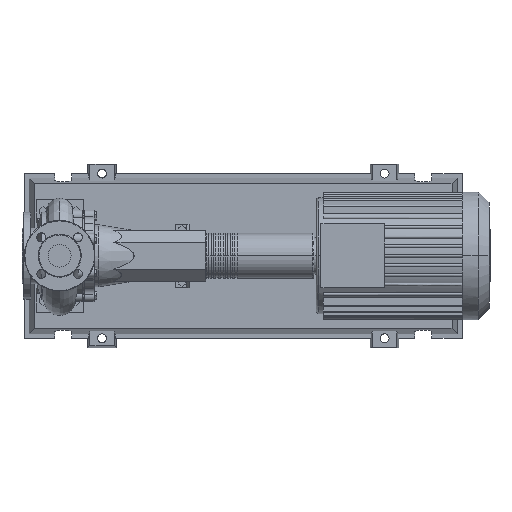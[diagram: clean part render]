
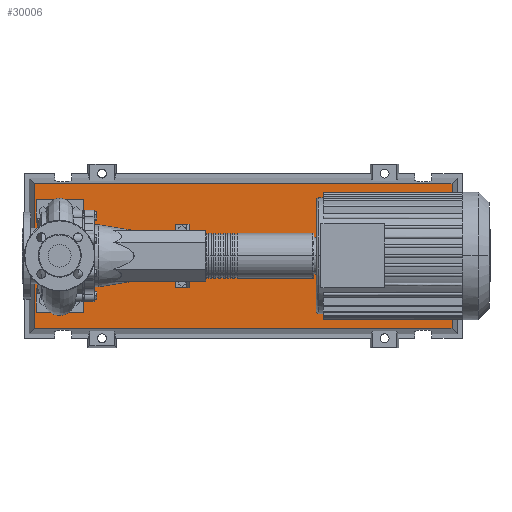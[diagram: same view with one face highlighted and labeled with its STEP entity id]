
A CAD part, top view. The second image highlights one B-rep face of the part: STEP entity #30006.
In plain terms, the highlighted planar face has unit normal (0, 0, 1).
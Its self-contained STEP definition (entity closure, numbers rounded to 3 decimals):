
#29687=CARTESIAN_POINT('',(833.292,-153.292,83.0));
#29688=VERTEX_POINT('',#29687);
#29695=CARTESIAN_POINT('',(-53.292,-153.292,83.0));
#29696=VERTEX_POINT('',#29695);
#29697=CARTESIAN_POINT('',(833.292,-153.292,83.0));
#29698=DIRECTION('',(-1.0,0.0,0.0));
#29699=VECTOR('',#29698,886.584);
#29700=LINE('',#29697,#29699);
#29701=EDGE_CURVE('',#29688,#29696,#29700,.T.);
#29919=CARTESIAN_POINT('',(833.292,153.292,83.0));
#29920=VERTEX_POINT('',#29919);
#29921=CARTESIAN_POINT('',(833.292,153.292,83.0));
#29922=DIRECTION('',(0.0,-1.0,0.0));
#29923=VECTOR('',#29922,306.584);
#29924=LINE('',#29921,#29923);
#29925=EDGE_CURVE('',#29920,#29688,#29924,.T.);
#29943=CARTESIAN_POINT('',(-53.292,153.292,83.0));
#29944=VERTEX_POINT('',#29943);
#29945=CARTESIAN_POINT('',(-53.292,-153.292,83.0));
#29946=DIRECTION('',(0.0,1.0,0.0));
#29947=VECTOR('',#29946,306.584);
#29948=LINE('',#29945,#29947);
#29949=EDGE_CURVE('',#29696,#29944,#29948,.T.);
#29982=CARTESIAN_POINT('',(-53.292,153.292,83.0));
#29983=DIRECTION('',(1.0,0.0,0.0));
#29984=VECTOR('',#29983,886.584);
#29985=LINE('',#29982,#29984);
#29986=EDGE_CURVE('',#29944,#29920,#29985,.T.);
#29995=CARTESIAN_POINT('',(390.,0.,83.0));
#29996=DIRECTION('',(0.0,0.0,1.0));
#29997=DIRECTION('',(1.0,0.0,0.0));
#29998=AXIS2_PLACEMENT_3D('',#29995,#29996,#29997);
#29999=PLANE('',#29998);
#30000=ORIENTED_EDGE('',*,*,#29925,.F.);
#30001=ORIENTED_EDGE('',*,*,#29986,.F.);
#30002=ORIENTED_EDGE('',*,*,#29949,.F.);
#30003=ORIENTED_EDGE('',*,*,#29701,.F.);
#30004=EDGE_LOOP('',(#30000,#30001,#30002,#30003));
#30005=FACE_OUTER_BOUND('',#30004,.T.);
#30006=ADVANCED_FACE('',(#30005),#29999,.T.);
